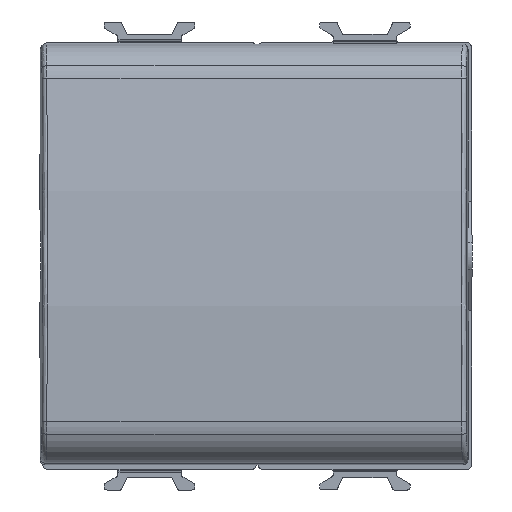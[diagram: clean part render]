
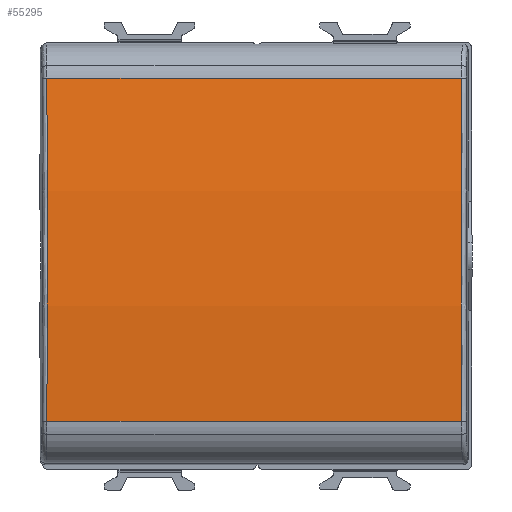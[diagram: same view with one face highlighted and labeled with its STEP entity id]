
A CAD part, top view. The second image highlights one B-rep face of the part: STEP entity #55295.
In plain terms, the highlighted cylindrical face has radius 140 mm (diameter 280 mm), a partial arc.
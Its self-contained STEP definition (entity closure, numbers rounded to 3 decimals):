
#55282=AXIS2_PLACEMENT_3D('Cylinder Axis2P3D',#55279,#55280,#55281) ;
#54675=CARTESIAN_POINT('Vertex',(-20.942,-7.252,8.408)) ;
#54737=CARTESIAN_POINT('Vertex',(-20.942,-42.634,11.837)) ;
#54741=CARTESIAN_POINT('Control Point',(-20.942,-7.252,8.408)) ;
#54742=CARTESIAN_POINT('Control Point',(-20.91,-14.203,9.991)) ;
#54743=CARTESIAN_POINT('Control Point',(-20.894,-21.254,11.131)) ;
#54744=CARTESIAN_POINT('Control Point',(-20.894,-28.369,11.821)) ;
#54745=CARTESIAN_POINT('Control Point',(-20.91,-35.509,12.055)) ;
#54746=CARTESIAN_POINT('Control Point',(-20.942,-42.634,11.837)) ;
#55067=CARTESIAN_POINT('Vertex',(21.801,-7.252,8.408)) ;
#55129=CARTESIAN_POINT('Vertex',(21.801,-42.634,11.837)) ;
#55133=CARTESIAN_POINT('Control Point',(21.801,-7.252,8.408)) ;
#55134=CARTESIAN_POINT('Control Point',(21.77,-14.203,9.991)) ;
#55135=CARTESIAN_POINT('Control Point',(21.754,-21.254,11.131)) ;
#55136=CARTESIAN_POINT('Control Point',(21.754,-28.369,11.821)) ;
#55137=CARTESIAN_POINT('Control Point',(21.77,-35.509,12.055)) ;
#55138=CARTESIAN_POINT('Control Point',(21.801,-42.634,11.837)) ;
#55266=CARTESIAN_POINT('Line Origine',(0.43,-7.252,8.408)) ;
#55279=CARTESIAN_POINT('Axis2P3D Location',(0.43,-38.336,-128.097)) ;
#55284=CARTESIAN_POINT('Line Origine',(0.43,-42.634,11.837)) ;
#55267=DIRECTION('Vector Direction',(-1.,0.,0.)) ;
#55280=DIRECTION('Axis2P3D Direction',(-1.,0.,0.)) ;
#55281=DIRECTION('Axis2P3D XDirection',(0.,-0.031,1.)) ;
#55285=DIRECTION('Vector Direction',(-1.,0.,0.)) ;
#55268=VECTOR('Line Direction',#55267,1.) ;
#55286=VECTOR('Line Direction',#55285,1.) ;
#55290=ORIENTED_EDGE('',*,*,#55270,.T.) ;
#55291=ORIENTED_EDGE('',*,*,#54747,.T.) ;
#55292=ORIENTED_EDGE('',*,*,#55288,.F.) ;
#55293=ORIENTED_EDGE('',*,*,#55139,.T.) ;
#55295=ADVANCED_FACE('PartBody',(#55294),#55283,.T.) ;
#54740=B_SPLINE_CURVE_WITH_KNOTS('',5,(#54741,#54742,#54743,#54744,#54745,#54746),.UNSPECIFIED.,.F.,.U.,(6,6),(18.331,68.651),.UNSPECIFIED.) ;
#55132=B_SPLINE_CURVE_WITH_KNOTS('',5,(#55133,#55134,#55135,#55136,#55137,#55138),.UNSPECIFIED.,.F.,.U.,(6,6),(18.331,68.651),.UNSPECIFIED.) ;
#55283=CYLINDRICAL_SURFACE('generated cylinder',#55282,140.) ;
#54747=EDGE_CURVE('',#54676,#54738,#54740,.T.) ;
#55139=EDGE_CURVE('',#55130,#55068,#55132,.F.) ;
#55270=EDGE_CURVE('',#55068,#54676,#55269,.T.) ;
#55288=EDGE_CURVE('',#55130,#54738,#55287,.T.) ;
#55289=EDGE_LOOP('',(#55290,#55291,#55292,#55293)) ;
#55294=FACE_OUTER_BOUND('',#55289,.T.) ;
#55269=LINE('Line',#55266,#55268) ;
#55287=LINE('Line',#55284,#55286) ;
#54676=VERTEX_POINT('',#54675) ;
#54738=VERTEX_POINT('',#54737) ;
#55068=VERTEX_POINT('',#55067) ;
#55130=VERTEX_POINT('',#55129) ;
